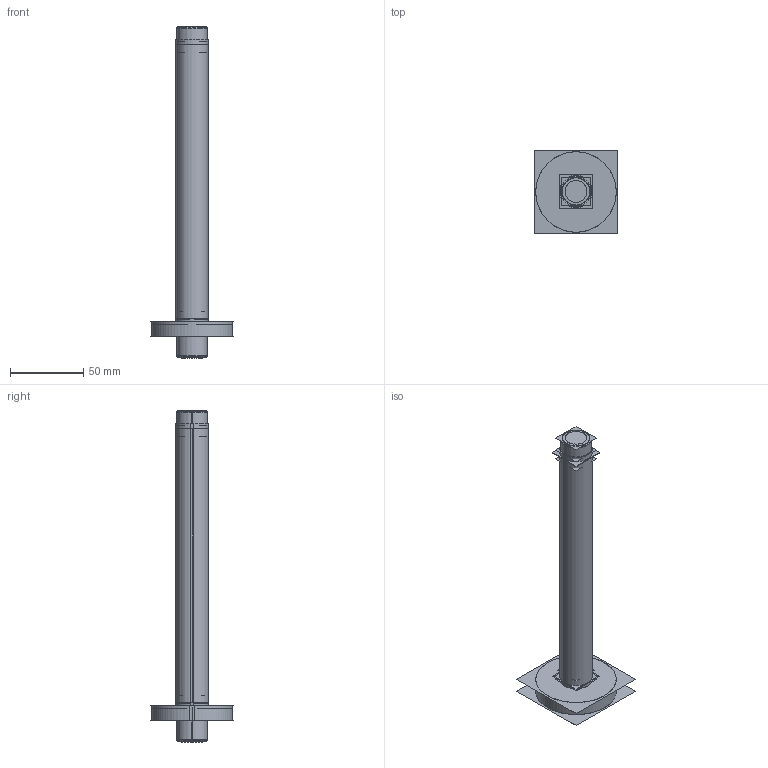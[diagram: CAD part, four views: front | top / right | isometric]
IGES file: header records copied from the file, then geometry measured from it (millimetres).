
Start section:  PTC IGES file: PRO689C.igs
Global section: file name: PRO689C.igs; native system: Pro/ENGINEER by Parametric Technology Corporation; preprocessor: 2009360; author: user321; organization: Unknown; date: 20191126.180130; units: millimetre
Bounding box: 57.2 x 57.24 x 226.98 mm (x, y, z)
Volume: 25786.3 mm3; surface area: 275152.9 mm2
Topology: 4 solids, 8 shells, 186 faces, 936 edges, 1238 vertices
Faces by surface type: revolution 140, bspline 46
